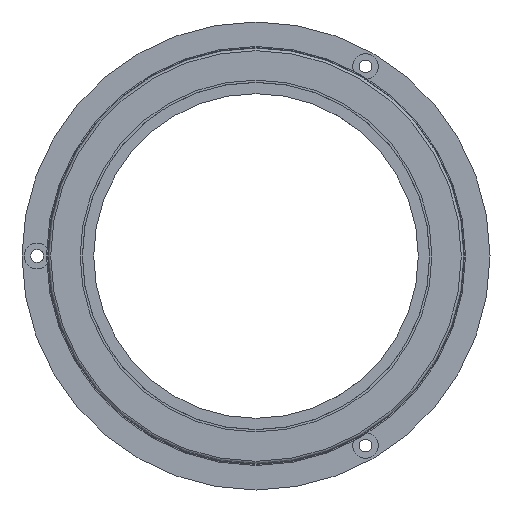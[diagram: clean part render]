
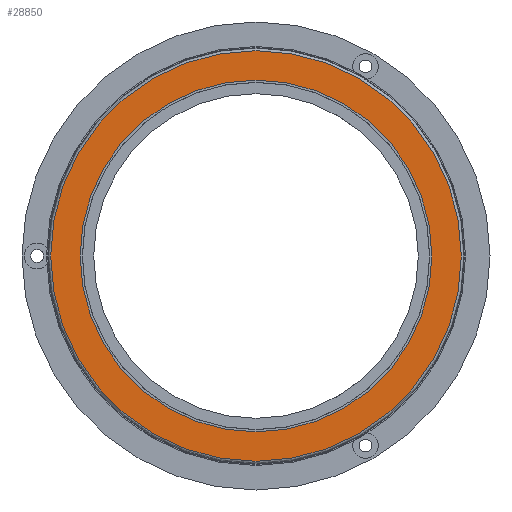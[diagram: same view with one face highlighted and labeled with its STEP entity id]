
A CAD part, left-side view. The second image highlights one B-rep face of the part: STEP entity #28850.
In plain terms, the highlighted planar face has unit normal (-1, 0, 0).
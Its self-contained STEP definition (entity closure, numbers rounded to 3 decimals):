
#276 = AXIS2_PLACEMENT_3D ( 'NONE', #41512, #30202, #51241 ) ;
#1627 = ORIENTED_EDGE ( 'NONE', *, *, #45143, .T. ) ;
#8508 = DIRECTION ( 'NONE',  ( 0., -1., 0. ) ) ;
#13874 = CIRCLE ( 'NONE', #19162, 23.3 ) ;
#16847 = CARTESIAN_POINT ( 'NONE',  ( -1., 0., 0. ) ) ;
#19162 = AXIS2_PLACEMENT_3D ( 'NONE', #16847, #26868, #58043 ) ;
#21884 = EDGE_LOOP ( 'NONE', ( #23982 ) ) ;
#23625 = CARTESIAN_POINT ( 'NONE',  ( -1., 23.3, 0. ) ) ;
#23982 = ORIENTED_EDGE ( 'NONE', *, *, #65321, .F. ) ;
#25669 = CARTESIAN_POINT ( 'NONE',  ( -1., 27.2, 0. ) ) ;
#26868 = DIRECTION ( 'NONE',  ( 1., 0., 0. ) ) ;
#28850 = ADVANCED_FACE ( 'NONE', ( #38668, #48393 ), #53103, .T. ) ;
#29721 = VERTEX_POINT ( 'NONE', #25669 ) ;
#30202 = DIRECTION ( 'NONE',  ( 1., 0., 0. ) ) ;
#34410 = VERTEX_POINT ( 'NONE', #54820 ) ;
#37783 = AXIS2_PLACEMENT_3D ( 'NONE', #23625, #53761, #8508 ) ;
#38668 = FACE_BOUND ( 'NONE', #38915, .T. ) ;
#38915 = EDGE_LOOP ( 'NONE', ( #1627 ) ) ;
#41512 = CARTESIAN_POINT ( 'NONE',  ( -1., 0., 0. ) ) ;
#45143 = EDGE_CURVE ( 'NONE', #34410, #34410, #13874, .T. ) ;
#48393 = FACE_OUTER_BOUND ( 'NONE', #21884, .T. ) ;
#51241 = DIRECTION ( 'NONE',  ( 0., 1., 0. ) ) ;
#53103 = PLANE ( 'NONE',  #37783 ) ;
#53761 = DIRECTION ( 'NONE',  ( -1., 0., 0. ) ) ;
#54820 = CARTESIAN_POINT ( 'NONE',  ( -1., 23.3, 0. ) ) ;
#58043 = DIRECTION ( 'NONE',  ( 0., 1., 0. ) ) ;
#58087 = CIRCLE ( 'NONE', #276, 27.2 ) ;
#65321 = EDGE_CURVE ( 'NONE', #29721, #29721, #58087, .T. ) ;
